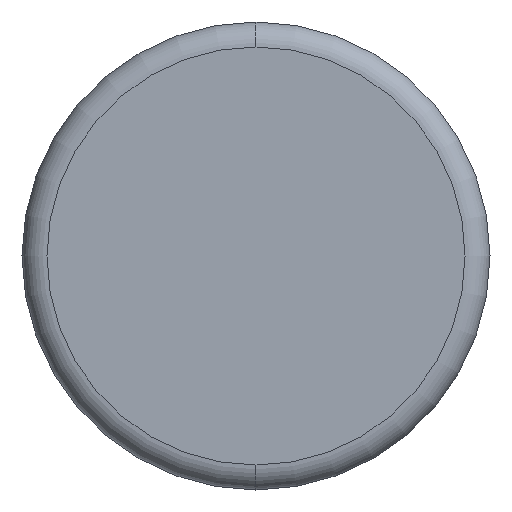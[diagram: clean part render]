
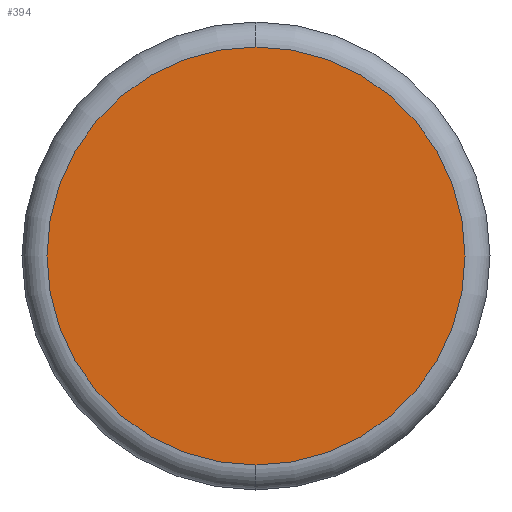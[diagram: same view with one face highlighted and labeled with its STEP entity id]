
A CAD part, front view. The second image highlights one B-rep face of the part: STEP entity #394.
In plain terms, the highlighted planar face has unit normal (0, -1, 0).
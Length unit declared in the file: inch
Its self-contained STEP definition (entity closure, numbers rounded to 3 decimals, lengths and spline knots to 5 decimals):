
#34 = CARTESIAN_POINT ( 'NONE',  ( 0., 0., 0. ) ) ;
#47 = ORIENTED_EDGE ( 'NONE', *, *, #79, .T. ) ;
#66 = CARTESIAN_POINT ( 'NONE',  ( 0., 0., -0.08375 ) ) ;
#77 = AXIS2_PLACEMENT_3D ( 'NONE', #434, #151, #309 ) ;
#79 = EDGE_CURVE ( 'NONE', #110, #375, #126, .T. ) ;
#96 = CARTESIAN_POINT ( 'NONE',  ( 0., 0., 0.08375 ) ) ;
#110 = VERTEX_POINT ( 'NONE', #66 ) ;
#111 = DIRECTION ( 'NONE',  ( 0., -1., 0. ) ) ;
#126 = CIRCLE ( 'NONE', #403, 0.08375 ) ;
#151 = DIRECTION ( 'NONE',  ( 0., -1., 0. ) ) ;
#168 = DIRECTION ( 'NONE',  ( 0., 0., -1. ) ) ;
#188 = EDGE_CURVE ( 'NONE', #375, #110, #191, .T. ) ;
#190 = CARTESIAN_POINT ( 'NONE',  ( 0., 0., 0. ) ) ;
#191 = CIRCLE ( 'NONE', #491, 0.08375 ) ;
#193 = FACE_OUTER_BOUND ( 'NONE', #507, .T. ) ;
#268 = PLANE ( 'NONE',  #77 ) ;
#309 = DIRECTION ( 'NONE',  ( 0., 0., -1. ) ) ;
#355 = DIRECTION ( 'NONE',  ( 0., 0., -1. ) ) ;
#375 = VERTEX_POINT ( 'NONE', #96 ) ;
#394 = ADVANCED_FACE ( 'NONE', ( #193 ), #268, .T. ) ;
#403 = AXIS2_PLACEMENT_3D ( 'NONE', #190, #111, #355 ) ;
#434 = CARTESIAN_POINT ( 'NONE',  ( 0., 0., 0. ) ) ;
#491 = AXIS2_PLACEMENT_3D ( 'NONE', #34, #540, #168 ) ;
#495 = ORIENTED_EDGE ( 'NONE', *, *, #188, .T. ) ;
#507 = EDGE_LOOP ( 'NONE', ( #47, #495 ) ) ;
#540 = DIRECTION ( 'NONE',  ( 0., -1., 0. ) ) ;
